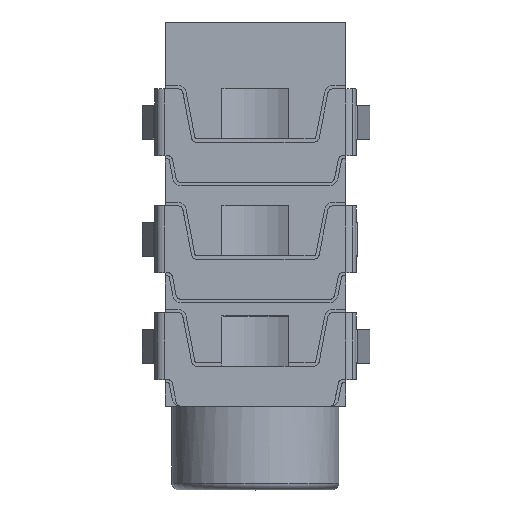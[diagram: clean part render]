
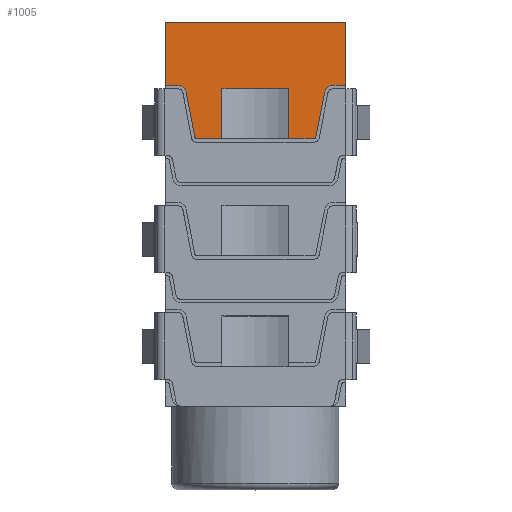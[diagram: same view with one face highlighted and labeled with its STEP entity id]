
A CAD part, top view. The second image highlights one B-rep face of the part: STEP entity #1005.
In plain terms, the highlighted planar face has unit normal (0, 0, 1).
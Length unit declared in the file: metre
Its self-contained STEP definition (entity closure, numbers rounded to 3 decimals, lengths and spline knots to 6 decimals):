
#1005=ADVANCED_FACE('7:30054',(#2133,#2134),#2135,.T.);
#2133=FACE_OUTER_BOUND('',#3399,.T.);
#2134=FACE_BOUND('',#3400,.T.);
#2135=PLANE('',#3401);
#3399=EDGE_LOOP('',(#6458,#6459,#6460,#6461,#6462,#6463,#6464,#6465,#6466,#6467,#6468,#6469,#6470,#6471,#6472,#6473,#6474,#6475,#6476,#6477));
#3400=VERTEX_LOOP('',#6478);
#3401=AXIS2_PLACEMENT_3D('',#6479,#6480,#6481);
#6458=ORIENTED_EDGE('',*,*,#8688,.T.);
#6459=ORIENTED_EDGE('',*,*,#8826,.T.);
#6460=ORIENTED_EDGE('',*,*,#9056,.T.);
#6461=ORIENTED_EDGE('',*,*,#7907,.T.);
#6462=ORIENTED_EDGE('',*,*,#8154,.T.);
#6463=ORIENTED_EDGE('',*,*,#8795,.T.);
#6464=ORIENTED_EDGE('',*,*,#9057,.T.);
#6465=ORIENTED_EDGE('',*,*,#8954,.T.);
#6466=ORIENTED_EDGE('',*,*,#9058,.T.);
#6467=ORIENTED_EDGE('',*,*,#9059,.F.);
#6468=ORIENTED_EDGE('',*,*,#8599,.T.);
#6469=ORIENTED_EDGE('',*,*,#8200,.T.);
#6470=ORIENTED_EDGE('',*,*,#8814,.T.);
#6471=ORIENTED_EDGE('',*,*,#8410,.T.);
#6472=ORIENTED_EDGE('',*,*,#8338,.T.);
#6473=ORIENTED_EDGE('',*,*,#8188,.T.);
#6474=ORIENTED_EDGE('',*,*,#7902,.T.);
#6475=ORIENTED_EDGE('',*,*,#9060,.T.);
#6476=ORIENTED_EDGE('',*,*,#9061,.T.);
#6477=ORIENTED_EDGE('',*,*,#7759,.T.);
#6478=VERTEX_POINT('',#9062);
#6479=CARTESIAN_POINT('',(-0.00135,-0.005992,-0.000508));
#6480=DIRECTION('',(0.0,0.,1.0));
#6481=DIRECTION('',(1.0,0.0,0.0));
#7759=EDGE_CURVE('12:11590',#9335,#9333,#9336,.T.);
#7902=EDGE_CURVE('',#9596,#9600,#9602,.T.);
#7907=EDGE_CURVE('',#9605,#9609,#9611,.T.);
#8154=EDGE_CURVE('7:29622',#9609,#10031,#10033,.T.);
#8188=EDGE_CURVE('7:29649',#10088,#9596,#10089,.T.);
#8200=EDGE_CURVE('7:29676',#10104,#10108,#10110,.T.);
#8338=EDGE_CURVE('7:29658',#10341,#10088,#10342,.T.);
#8410=EDGE_CURVE('',#10453,#10341,#10456,.T.);
#8599=EDGE_CURVE('7:30108',#10748,#10104,#10749,.T.);
#8688=EDGE_CURVE('12:11617',#9333,#10877,#10879,.T.);
#8795=EDGE_CURVE('7:29613',#10031,#11033,#11035,.T.);
#8814=EDGE_CURVE('7:29667',#10108,#10453,#11060,.T.);
#8826=EDGE_CURVE('12:11768',#10877,#11074,#11076,.T.);
#8954=EDGE_CURVE('7:29604',#11241,#11239,#11242,.T.);
#9056=EDGE_CURVE('7:29631',#11074,#9605,#11367,.T.);
#9057=EDGE_CURVE('',#11033,#11241,#11368,.T.);
#9058=EDGE_CURVE('7:30123',#11239,#11369,#11370,.T.);
#9059=EDGE_CURVE('4:10261',#10748,#11369,#11371,.T.);
#9060=EDGE_CURVE('12:11765',#9600,#11372,#11373,.T.);
#9061=EDGE_CURVE('12:11602',#11372,#9335,#11374,.T.);
#9062=CARTESIAN_POINT('',(0.,0.004508,-0.000508));
#9333=VERTEX_POINT('',#11668);
#9335=VERTEX_POINT('',#11671);
#9336=LINE('',#11672,#11673);
#9596=VERTEX_POINT('',#12061);
#9600=VERTEX_POINT('',#12066);
#9602=CIRCLE('',#12069,0.00005);
#9605=VERTEX_POINT('',#12072);
#9609=VERTEX_POINT('',#12077);
#9611=CIRCLE('',#12080,0.00005);
#10031=VERTEX_POINT('',#12734);
#10033=LINE('',#12737,#12738);
#10088=VERTEX_POINT('',#12817);
#10089=CIRCLE('',#12818,0.00005);
#10104=VERTEX_POINT('',#12836);
#10108=VERTEX_POINT('',#12842);
#10110=LINE('',#12845,#12846);
#10341=VERTEX_POINT('',#13202);
#10342=LINE('',#13203,#13204);
#10453=VERTEX_POINT('',#13345);
#10456=CIRCLE('',#13349,0.00025);
#10748=VERTEX_POINT('',#13874);
#10749=LINE('',#13875,#13876);
#10877=VERTEX_POINT('',#14154);
#10879=LINE('',#14157,#14158);
#11033=VERTEX_POINT('',#14422);
#11035=CIRCLE('',#14425,0.00025);
#11060=CIRCLE('',#14457,0.00025);
#11074=VERTEX_POINT('',#14476);
#11076=LINE('',#14479,#14480);
#11239=VERTEX_POINT('',#14743);
#11241=VERTEX_POINT('',#14746);
#11242=LINE('',#14747,#14748);
#11367=CIRCLE('',#14939,0.00005);
#11368=CIRCLE('',#14940,0.00025);
#11369=VERTEX_POINT('',#14941);
#11370=LINE('',#14942,#14943);
#11371=LINE('',#14944,#14945);
#11372=VERTEX_POINT('',#14946);
#11373=LINE('',#14947,#14948);
#11374=LINE('',#14949,#14950);
#11668=CARTESIAN_POINT('',(0.001,0.003508,-0.000508));
#11671=CARTESIAN_POINT('',(-0.001,0.003508,-0.000508));
#11672=CARTESIAN_POINT('',(-0.000675,0.003508,-0.000508));
#11673=VECTOR('',#15328,1.0);
#12061=CARTESIAN_POINT('',(-0.001791,0.002019,-0.000508));
#12066=CARTESIAN_POINT('',(-0.001759,0.002008,-0.000508));
#12069=AXIS2_PLACEMENT_3D('',#15544,#15545,#15546);
#12072=CARTESIAN_POINT('',(0.001791,0.002019,-0.000508));
#12077=CARTESIAN_POINT('',(0.001808,0.002048,-0.000508));
#12080=AXIS2_PLACEMENT_3D('',#15552,#15553,#15554);
#12734=CARTESIAN_POINT('',(0.002074,0.003406,-0.000508));
#12737=CARTESIAN_POINT('',(0.001056,-0.001782,-0.000508));
#12738=VECTOR('',#15894,1.0);
#12817=CARTESIAN_POINT('',(-0.001808,0.002048,-0.000508));
#12818=AXIS2_PLACEMENT_3D('',#15929,#15930,#15931);
#12836=CARTESIAN_POINT('',(-0.0027,0.003608,-0.000508));
#12842=CARTESIAN_POINT('',(-0.00232,0.003608,-0.000508));
#12845=CARTESIAN_POINT('',(-0.001957,0.003608,-0.000508));
#12846=VECTOR('',#15947,1.0);
#13202=CARTESIAN_POINT('',(-0.002074,0.003406,-0.000508));
#13203=CARTESIAN_POINT('',(-0.001106,-0.001527,-0.000508));
#13204=VECTOR('',#16126,1.0);
#13345=CARTESIAN_POINT('',(-0.002161,0.003551,-0.000508));
#13349=AXIS2_PLACEMENT_3D('',#16233,#16234,#16235);
#13874=CARTESIAN_POINT('',(-0.0027,0.005508,-0.000508));
#13875=CARTESIAN_POINT('',(-0.0027,0.005508,-0.000508));
#13876=VECTOR('',#16473,1.0);
#14154=CARTESIAN_POINT('',(0.001,0.002008,-0.000508));
#14157=CARTESIAN_POINT('',(0.001,-0.001617,-0.000508));
#14158=VECTOR('',#16562,1.0);
#14422=CARTESIAN_POINT('',(0.002161,0.003551,-0.000508));
#14425=AXIS2_PLACEMENT_3D('',#16707,#16708,#16709);
#14457=AXIS2_PLACEMENT_3D('',#16741,#16742,#16743);
#14476=CARTESIAN_POINT('',(0.001759,0.002008,-0.000508));
#14479=CARTESIAN_POINT('',(-0.000675,0.002008,-0.000508));
#14480=VECTOR('',#16753,1.0);
#14743=CARTESIAN_POINT('',(0.0027,0.003608,-0.000508));
#14746=CARTESIAN_POINT('',(0.00232,0.003608,-0.000508));
#14747=CARTESIAN_POINT('',(0.000607,0.003608,-0.000508));
#14748=VECTOR('',#16881,1.0);
#14939=AXIS2_PLACEMENT_3D('',#16973,#16974,#16975);
#14940=AXIS2_PLACEMENT_3D('',#16976,#16977,#16978);
#14941=CARTESIAN_POINT('',(0.0027,0.005508,-0.000508));
#14942=CARTESIAN_POINT('',(0.0027,-0.005992,-0.000508));
#14943=VECTOR('',#16979,1.0);
#14944=CARTESIAN_POINT('',(-0.0027,0.005508,-0.000508));
#14945=VECTOR('',#16980,1.0);
#14946=CARTESIAN_POINT('',(-0.001,0.002008,-0.000508));
#14947=CARTESIAN_POINT('',(-0.000675,0.002008,-0.000508));
#14948=VECTOR('',#16981,1.0);
#14949=CARTESIAN_POINT('',(-0.001,-0.001617,-0.000508));
#14950=VECTOR('',#16982,1.0);
#15328=DIRECTION('',(1.0,0.0,0.0));
#15544=CARTESIAN_POINT('',(-0.001759,0.002058,-0.000508));
#15545=DIRECTION('',(0.0,0.,1.0));
#15546=DIRECTION('',(-0.635,-0.772,0.));
#15552=CARTESIAN_POINT('',(0.001759,0.002058,-0.000508));
#15553=DIRECTION('',(0.,0.,1.0));
#15554=DIRECTION('',(0.635,-0.772,0.));
#15894=DIRECTION('',(0.193,0.981,0.));
#15929=CARTESIAN_POINT('',(-0.001759,0.002058,-0.000508));
#15930=DIRECTION('',(0.0,0.,1.0));
#15931=DIRECTION('',(-0.635,-0.772,0.));
#15947=DIRECTION('',(1.0,0.0,0.0));
#16126=DIRECTION('',(0.193,-0.981,0.));
#16233=CARTESIAN_POINT('',(-0.00232,0.003358,-0.000508));
#16234=DIRECTION('',(0.0,0.,-1.0));
#16235=DIRECTION('',(0.635,0.772,0.));
#16473=DIRECTION('',(0.0,-1.0,0.));
#16562=DIRECTION('',(0.0,-1.0,0.));
#16707=CARTESIAN_POINT('',(0.00232,0.003358,-0.000508));
#16708=DIRECTION('',(0.0,0.,-1.0));
#16709=DIRECTION('',(-0.635,0.772,0.));
#16741=CARTESIAN_POINT('',(-0.00232,0.003358,-0.000508));
#16742=DIRECTION('',(0.0,0.,-1.0));
#16743=DIRECTION('',(0.635,0.772,0.));
#16753=DIRECTION('',(1.0,0.0,0.0));
#16881=DIRECTION('',(1.0,0.0,0.0));
#16973=CARTESIAN_POINT('',(0.001759,0.002058,-0.000508));
#16974=DIRECTION('',(0.,0.,1.0));
#16975=DIRECTION('',(0.635,-0.772,0.));
#16976=CARTESIAN_POINT('',(0.00232,0.003358,-0.000508));
#16977=DIRECTION('',(0.0,0.,-1.0));
#16978=DIRECTION('',(-0.635,0.772,0.));
#16979=DIRECTION('',(-0.0,1.0,0.));
#16980=DIRECTION('',(1.0,0.0,0.0));
#16981=DIRECTION('',(1.0,0.0,0.0));
#16982=DIRECTION('',(0.0,1.0,0.));
